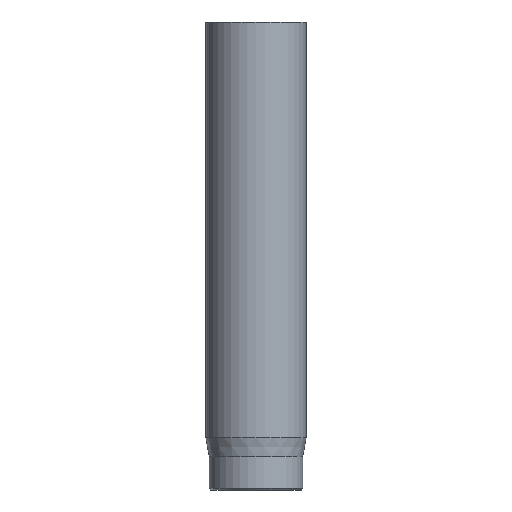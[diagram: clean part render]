
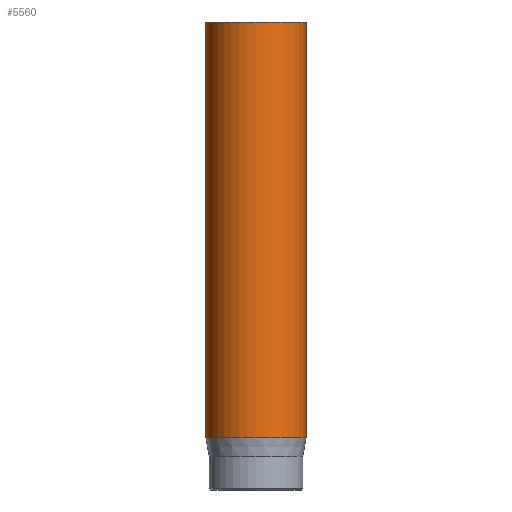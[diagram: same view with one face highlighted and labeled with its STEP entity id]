
A CAD part, front view. The second image highlights one B-rep face of the part: STEP entity #5560.
In plain terms, the highlighted cylindrical face has radius 1.5 mm (diameter 3 mm), a full revolution.
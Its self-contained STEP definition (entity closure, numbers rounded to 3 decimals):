
#42=CYLINDRICAL_SURFACE('',#5755,1.5);
#45=CIRCLE('',#5725,1.5);
#59=CIRCLE('',#5753,1.5);
#60=CIRCLE('',#5754,1.5);
#483=FACE_OUTER_BOUND('',#810,.T.);
#810=EDGE_LOOP('',(#4989,#4990,#4991,#4992,#4993));
#1232=LINE('',#10508,#1664);
#1664=VECTOR('',#6426,1.5);
#2567=VERTEX_POINT('',#10453);
#2581=VERTEX_POINT('',#10502);
#2582=VERTEX_POINT('',#10503);
#3368=EDGE_CURVE('',#2567,#2567,#45,.T.);
#3389=EDGE_CURVE('',#2581,#2582,#59,.T.);
#3390=EDGE_CURVE('',#2582,#2581,#60,.T.);
#3392=EDGE_CURVE('',#2567,#2581,#1232,.T.);
#4989=ORIENTED_EDGE('',*,*,#3368,.T.);
#4990=ORIENTED_EDGE('',*,*,#3392,.T.);
#4991=ORIENTED_EDGE('',*,*,#3389,.T.);
#4992=ORIENTED_EDGE('',*,*,#3390,.T.);
#4993=ORIENTED_EDGE('',*,*,#3392,.F.);
#5560=ADVANCED_FACE('',(#483),#42,.T.);
#5725=AXIS2_PLACEMENT_3D('',#10454,#6356,#6357);
#5753=AXIS2_PLACEMENT_3D('',#10504,#6419,#6420);
#5754=AXIS2_PLACEMENT_3D('',#10505,#6421,#6422);
#5755=AXIS2_PLACEMENT_3D('',#10507,#6424,#6425);
#6356=DIRECTION('center_axis',(0.,0.,-1.));
#6357=DIRECTION('ref_axis',(-1.,0.,0.));
#6419=DIRECTION('center_axis',(0.,0.,1.));
#6420=DIRECTION('ref_axis',(-1.,0.,0.));
#6421=DIRECTION('center_axis',(0.,0.,1.));
#6422=DIRECTION('ref_axis',(-1.,0.,0.));
#6424=DIRECTION('center_axis',(0.,0.,1.));
#6425=DIRECTION('ref_axis',(-1.,0.,0.));
#6426=DIRECTION('',(0.,0.,-1.));
#10453=CARTESIAN_POINT('',(1.5,0.,14.));
#10454=CARTESIAN_POINT('Origin',(0.,0.,14.));
#10502=CARTESIAN_POINT('',(1.5,0.,1.567));
#10503=CARTESIAN_POINT('',(-1.5,0.,1.567));
#10504=CARTESIAN_POINT('Origin',(0.,0.,1.567));
#10505=CARTESIAN_POINT('Origin',(0.,0.,1.567));
#10507=CARTESIAN_POINT('Origin',(0.,0.,0.));
#10508=CARTESIAN_POINT('',(1.5,0.,0.));
